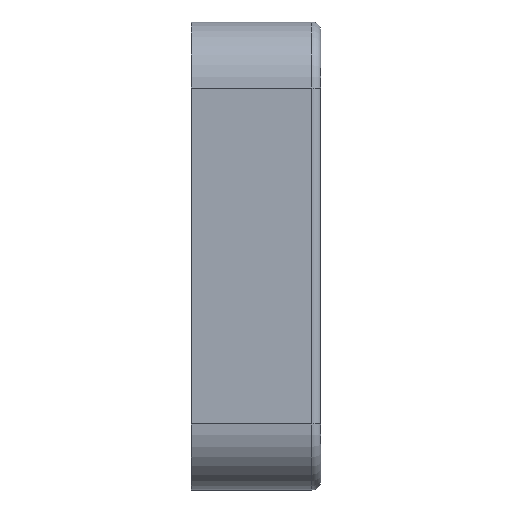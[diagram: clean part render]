
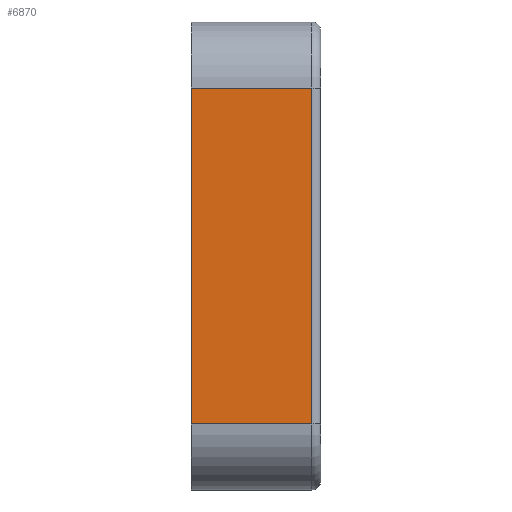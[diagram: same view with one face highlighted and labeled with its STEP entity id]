
A CAD part, left-side view. The second image highlights one B-rep face of the part: STEP entity #6870.
In plain terms, the highlighted planar face has unit normal (-1, 0, 0).
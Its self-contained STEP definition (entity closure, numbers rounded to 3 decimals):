
#143 = FACE_OUTER_BOUND ( 'NONE', #5578, .T. ) ;
#182 = LINE ( 'NONE', #4858, #5748 ) ;
#248 = ORIENTED_EDGE ( 'NONE', *, *, #2487, .F. ) ;
#336 = ORIENTED_EDGE ( 'NONE', *, *, #373, .F. ) ;
#373 = EDGE_CURVE ( 'NONE', #1298, #7984, #182, .T. ) ;
#375 = CARTESIAN_POINT ( 'NONE',  ( -52.2, 22., -26. ) ) ;
#637 = ORIENTED_EDGE ( 'NONE', *, *, #5921, .T. ) ;
#731 = CARTESIAN_POINT ( 'NONE',  ( -52.2, 22., 26. ) ) ;
#782 = VERTEX_POINT ( 'NONE', #4785 ) ;
#839 = DIRECTION ( 'NONE',  ( 0., 0., 1. ) ) ;
#877 = DIRECTION ( 'NONE',  ( 0., 0., -1. ) ) ;
#1298 = VERTEX_POINT ( 'NONE', #3705 ) ;
#1642 = VECTOR ( 'NONE', #8472, 1000. ) ;
#1880 = VERTEX_POINT ( 'NONE', #375 ) ;
#1925 = CARTESIAN_POINT ( 'NONE',  ( -52.2, 22., -26. ) ) ;
#2487 = EDGE_CURVE ( 'NONE', #1880, #1298, #6657, .T. ) ;
#2779 = PLANE ( 'NONE',  #3100 ) ;
#3100 = AXIS2_PLACEMENT_3D ( 'NONE', #4129, #8136, #877 ) ;
#3401 = LINE ( 'NONE', #7922, #4592 ) ;
#3478 = ORIENTED_EDGE ( 'NONE', *, *, #5289, .T. ) ;
#3619 = CARTESIAN_POINT ( 'NONE',  ( -52.2, 1.5, 31. ) ) ;
#3705 = CARTESIAN_POINT ( 'NONE',  ( -52.2, 22., 31. ) ) ;
#3805 = DIRECTION ( 'NONE',  ( 0., -1., 0. ) ) ;
#4129 = CARTESIAN_POINT ( 'NONE',  ( -52.2, 22., 26. ) ) ;
#4592 = VECTOR ( 'NONE', #839, 1000. ) ;
#4785 = CARTESIAN_POINT ( 'NONE',  ( -52.2, 1.5, -26. ) ) ;
#4858 = CARTESIAN_POINT ( 'NONE',  ( -52.2, 22., 31. ) ) ;
#5289 = EDGE_CURVE ( 'NONE', #782, #7984, #3401, .T. ) ;
#5578 = EDGE_LOOP ( 'NONE', ( #637, #3478, #336, #248 ) ) ;
#5748 = VECTOR ( 'NONE', #8129, 1000. ) ;
#5921 = EDGE_CURVE ( 'NONE', #1880, #782, #7121, .T. ) ;
#6657 = LINE ( 'NONE', #731, #1642 ) ;
#6870 = ADVANCED_FACE ( 'NONE', ( #143 ), #2779, .F. ) ;
#7121 = LINE ( 'NONE', #1925, #7643 ) ;
#7643 = VECTOR ( 'NONE', #3805, 1000. ) ;
#7922 = CARTESIAN_POINT ( 'NONE',  ( -52.2, 1.5, 31. ) ) ;
#7984 = VERTEX_POINT ( 'NONE', #3619 ) ;
#8129 = DIRECTION ( 'NONE',  ( 0., -1., 0. ) ) ;
#8136 = DIRECTION ( 'NONE',  ( 1., 0., 0. ) ) ;
#8472 = DIRECTION ( 'NONE',  ( 0., 0., 1. ) ) ;
